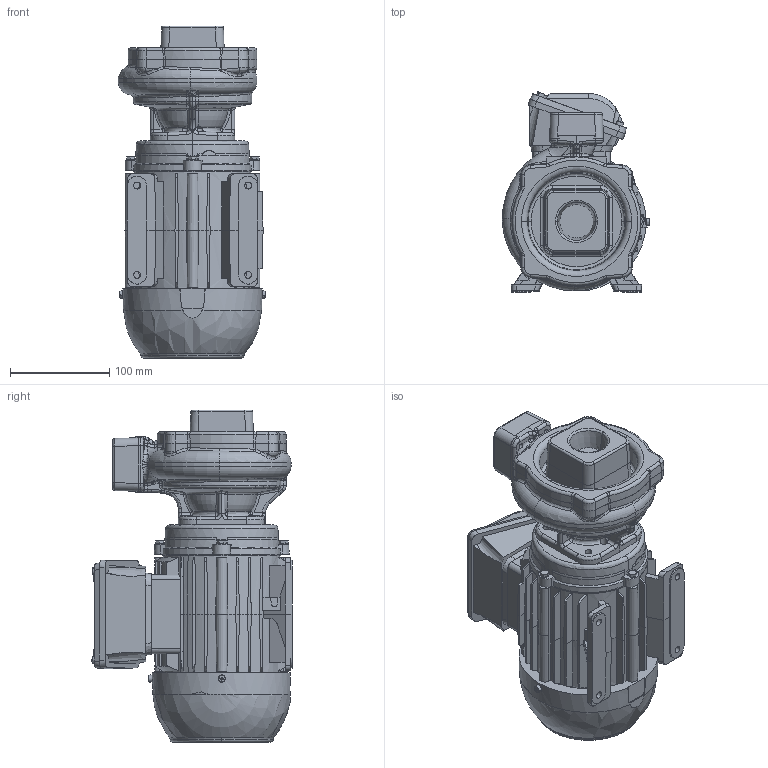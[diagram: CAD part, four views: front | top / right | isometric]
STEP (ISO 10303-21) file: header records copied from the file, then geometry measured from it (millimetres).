
FILE_DESCRIPTION((''),'2;1');
FILE_NAME('C_30_T','2017-05-12T',('Amenduni'),(''),'CREO PARAMETRIC BY PTC INC, 2017020','CREO PARAMETRIC BY PTC INC, 2017020','');
FILE_SCHEMA(('CONFIG_CONTROL_DESIGN'));
Length unit declared in the file: millimetre
Products named in the file (1): C_30_T
Bounding box: 148.94 x 201.98 x 335 mm (x, y, z)
Volume: 4361281.8 mm3; surface area: 298947.6 mm2
Topology: 1 solids, 1 shells, 1828 faces, 4562 edges, 2852 vertices
Faces by surface type: plane 1045, bspline 263, cylinder 246, cone 183, torus 52, sphere 25, revolution 8, extrusion 6
Entity records: 92546 total; most frequent: CARTESIAN_POINT 51805, ORIENTED_EDGE 9104, DIRECTION 7353, EDGE_CURVE 4552, VERTEX_POINT 2852, AXIS2_PLACEMENT_3D 2453, VECTOR 2439, LINE 2433
